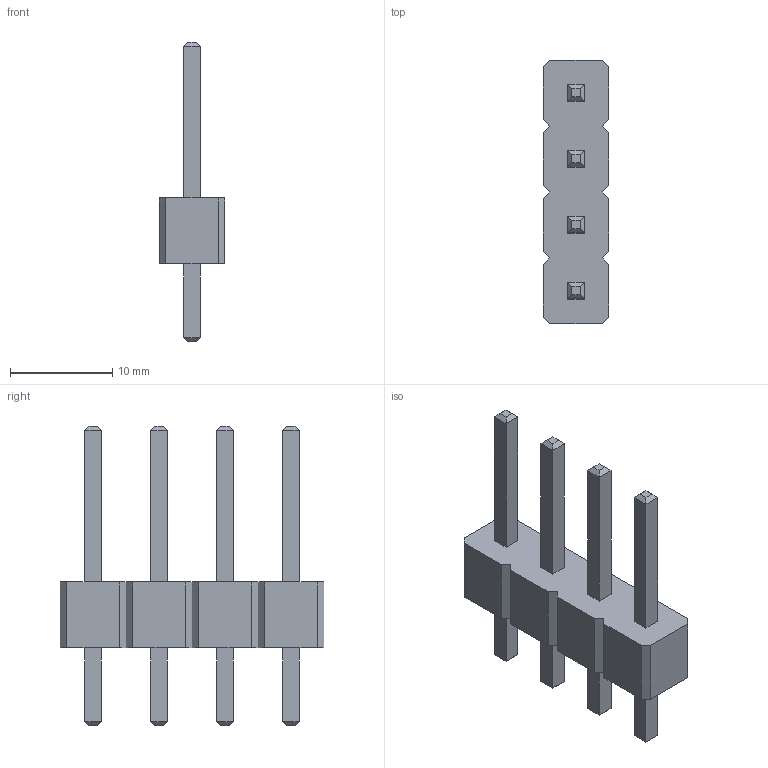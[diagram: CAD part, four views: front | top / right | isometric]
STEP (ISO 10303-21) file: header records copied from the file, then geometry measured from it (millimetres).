
FILE_DESCRIPTION(/* description */ (''),/* implementation_level */ '2;1');
FILE_NAME(/* name */ '4P_2.54MM.step',/* time_stamp */ '2023-04-11T00:31:26+08:00',/* author */ (''),/* organization */ (''),/* preprocessor_version */ 'ST-DEVELOPER v19.2',/* originating_system */ 'Autodesk Translation Framework v11.17.0.187',/* authorisation */ '');
FILE_SCHEMA (('AUTOMOTIVE_DESIGN { 1 0 10303 214 3 1 1 }'));
Length unit declared in the file: millimetre
Products named in the file (3): GND; HEADER-MALE 2.54 1X4P; SOLID
Assembly tree (2 placements, depth 3):
  GND
    HEADER-MALE 2.54 1X4P
      SOLID
Bounding box: 6.45 x 25.81 x 29.31 mm (x, y, z)
Volume: 1290.7 mm3; surface area: 1333.5 mm2
Topology: 1 solids, 1 shells, 100 faces, 238 edges, 148 vertices
Faces by surface type: plane 100
Entity records: 2973 total; most frequent: CARTESIAN_POINT 491, ORIENTED_EDGE 476, DIRECTION 448, LINE 238, VECTOR 238, EDGE_CURVE 238, VERTEX_POINT 148, EDGE_LOOP 108
